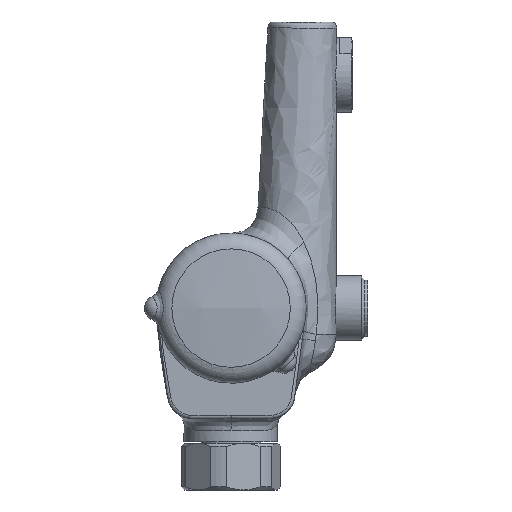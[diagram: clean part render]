
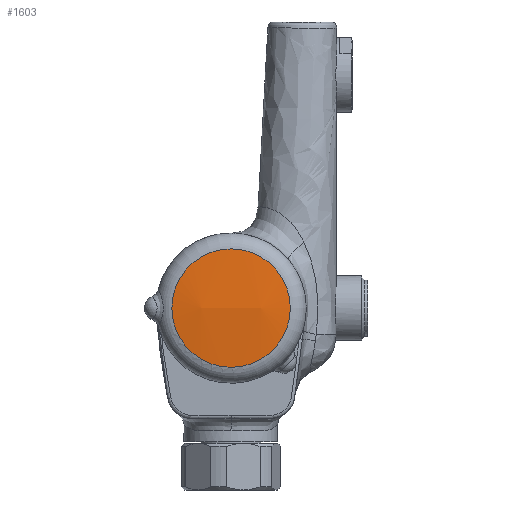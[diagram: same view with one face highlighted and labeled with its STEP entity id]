
A CAD part, left-side view. The second image highlights one B-rep face of the part: STEP entity #1603.
In plain terms, the highlighted spherical face has radius 130 mm.
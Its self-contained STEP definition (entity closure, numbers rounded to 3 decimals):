
#1603 = ADVANCED_FACE ( 'NONE', ( #12907 ), #12957, .T. ) ;
#2694 = AXIS2_PLACEMENT_3D ( 'NONE', #5700, #11919, #6769 ) ;
#2902 = EDGE_CURVE ( 'NONE', #7153, #7153, #12392, .T. ) ;
#3814 = EDGE_LOOP ( 'NONE', ( #9405 ) ) ;
#5073 = CARTESIAN_POINT ( 'NONE',  ( -143.239, 0., 58.5 ) ) ;
#5090 = AXIS2_PLACEMENT_3D ( 'NONE', #5073, #12304, #6107 ) ;
#5700 = CARTESIAN_POINT ( 'NONE',  ( -14.642, 0., 58.5 ) ) ;
#6107 = DIRECTION ( 'NONE',  ( 0., -1., 0. ) ) ;
#6769 = DIRECTION ( 'NONE',  ( 0., -1., 0. ) ) ;
#7153 = VERTEX_POINT ( 'NONE', #11594 ) ;
#9405 = ORIENTED_EDGE ( 'NONE', *, *, #2902, .T. ) ;
#11594 = CARTESIAN_POINT ( 'NONE',  ( -143.239, -19.051, 58.5 ) ) ;
#11919 = DIRECTION ( 'NONE',  ( 0., 0., -1. ) ) ;
#12304 = DIRECTION ( 'NONE',  ( -1., 0., 0. ) ) ;
#12392 = CIRCLE ( 'NONE', #5090, 19.051 ) ;
#12907 = FACE_OUTER_BOUND ( 'NONE', #3814, .T. ) ;
#12957 = SPHERICAL_SURFACE ( 'NONE', #2694, 130. ) ;
